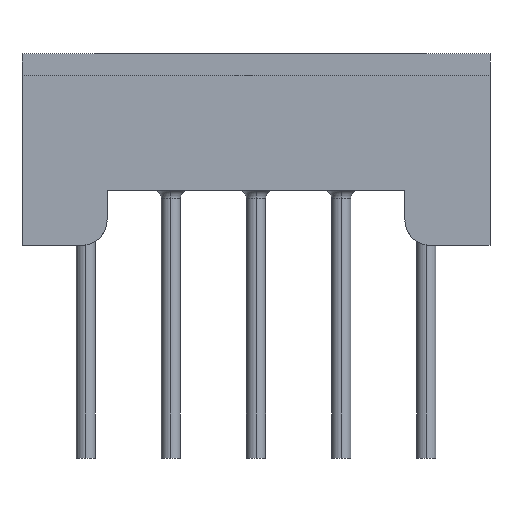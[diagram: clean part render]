
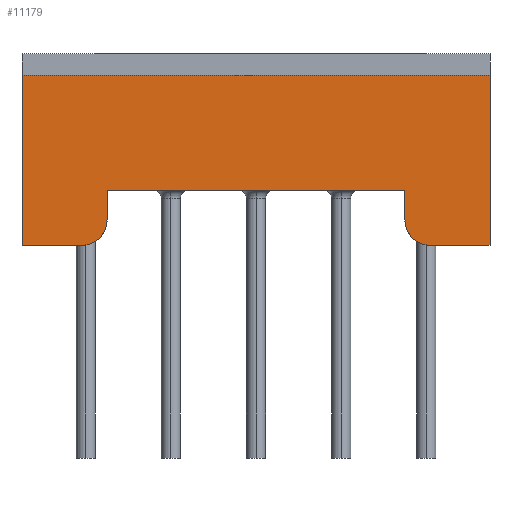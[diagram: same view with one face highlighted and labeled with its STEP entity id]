
A CAD part, left-side view. The second image highlights one B-rep face of the part: STEP entity #11179.
In plain terms, the highlighted planar face has unit normal (-1, 0, 0).
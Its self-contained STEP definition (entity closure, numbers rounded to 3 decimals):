
#156 = VERTEX_POINT ( 'NONE', #1595 ) ;
#351 = CARTESIAN_POINT ( 'NONE',  ( -3.5, 5.5, 0. ) ) ;
#592 = VERTEX_POINT ( 'NONE', #11634 ) ;
#667 = CARTESIAN_POINT ( 'NONE',  ( -3.5, 4.1, -3.4 ) ) ;
#736 = LINE ( 'NONE', #11573, #9401 ) ;
#756 = VECTOR ( 'NONE', #1470, 1000. ) ;
#760 = AXIS2_PLACEMENT_3D ( 'NONE', #667, #13026, #8189 ) ;
#1470 = DIRECTION ( 'NONE',  ( 0., -1., 0. ) ) ;
#1595 = CARTESIAN_POINT ( 'NONE',  ( -3.5, 3.5, -3.4 ) ) ;
#1813 = ORIENTED_EDGE ( 'NONE', *, *, #16877, .T. ) ;
#1881 = CARTESIAN_POINT ( 'NONE',  ( -3.5, -5.5, -4. ) ) ;
#2116 = VERTEX_POINT ( 'NONE', #19787 ) ;
#2188 = VECTOR ( 'NONE', #12000, 1000. ) ;
#2780 = LINE ( 'NONE', #6129, #756 ) ;
#2787 = CARTESIAN_POINT ( 'NONE',  ( -3.5, 5.5, -21.538 ) ) ;
#3441 = ORIENTED_EDGE ( 'NONE', *, *, #16917, .F. ) ;
#3481 = LINE ( 'NONE', #9675, #13420 ) ;
#3522 = CARTESIAN_POINT ( 'NONE',  ( -3.5, 4.1, -4. ) ) ;
#3523 = VERTEX_POINT ( 'NONE', #12810 ) ;
#3611 = EDGE_CURVE ( 'NONE', #3523, #6681, #19598, .T. ) ;
#3632 = EDGE_CURVE ( 'NONE', #2116, #592, #10423, .T. ) ;
#3739 = VECTOR ( 'NONE', #9558, 1000. ) ;
#4650 = CIRCLE ( 'NONE', #760, 0.6 ) ;
#4902 = ORIENTED_EDGE ( 'NONE', *, *, #5178, .T. ) ;
#5117 = EDGE_CURVE ( 'NONE', #592, #11087, #6356, .T. ) ;
#5178 = EDGE_CURVE ( 'NONE', #12138, #14288, #18709, .T. ) ;
#5683 = CARTESIAN_POINT ( 'NONE',  ( -3.5, -5.5, -4. ) ) ;
#5929 = LINE ( 'NONE', #10684, #18373 ) ;
#6129 = CARTESIAN_POINT ( 'NONE',  ( -3.5, -3.5, -2.7 ) ) ;
#6208 = EDGE_CURVE ( 'NONE', #10622, #2116, #2780, .T. ) ;
#6356 = CIRCLE ( 'NONE', #14443, 0.6 ) ;
#6430 = CARTESIAN_POINT ( 'NONE',  ( -3.5, -5.5, 0. ) ) ;
#6681 = VERTEX_POINT ( 'NONE', #3522 ) ;
#6689 = CARTESIAN_POINT ( 'NONE',  ( -3.5, 3.5, -2.7 ) ) ;
#7370 = LINE ( 'NONE', #2787, #2188 ) ;
#7821 = EDGE_CURVE ( 'NONE', #11087, #17006, #3481, .T. ) ;
#8189 = DIRECTION ( 'NONE',  ( 0., 1., 0. ) ) ;
#8606 = FACE_OUTER_BOUND ( 'NONE', #16933, .T. ) ;
#9298 = ORIENTED_EDGE ( 'NONE', *, *, #3611, .T. ) ;
#9401 = VECTOR ( 'NONE', #17791, 1000. ) ;
#9558 = DIRECTION ( 'NONE',  ( 0., 1., 0. ) ) ;
#9675 = CARTESIAN_POINT ( 'NONE',  ( -3.5, -5.5, -4. ) ) ;
#9932 = EDGE_CURVE ( 'NONE', #6681, #156, #4650, .T. ) ;
#9998 = VECTOR ( 'NONE', #12268, 1000. ) ;
#10423 = LINE ( 'NONE', #12049, #12604 ) ;
#10448 = DIRECTION ( 'NONE',  ( -1., 0., 0. ) ) ;
#10622 = VERTEX_POINT ( 'NONE', #6689 ) ;
#10684 = CARTESIAN_POINT ( 'NONE',  ( -3.5, 3.5, -2.7 ) ) ;
#10696 = ORIENTED_EDGE ( 'NONE', *, *, #7821, .T. ) ;
#11087 = VERTEX_POINT ( 'NONE', #12961 ) ;
#11179 = ADVANCED_FACE ( 'NONE', ( #8606 ), #13357, .F. ) ;
#11573 = CARTESIAN_POINT ( 'NONE',  ( -3.5, -5.5, -21.538 ) ) ;
#11634 = CARTESIAN_POINT ( 'NONE',  ( -3.5, -3.5, -3.4 ) ) ;
#11925 = DIRECTION ( 'NONE',  ( 0., 1., 0. ) ) ;
#12000 = DIRECTION ( 'NONE',  ( 0., 0., 1. ) ) ;
#12049 = CARTESIAN_POINT ( 'NONE',  ( -3.5, -3.5, -4. ) ) ;
#12138 = VERTEX_POINT ( 'NONE', #19751 ) ;
#12268 = DIRECTION ( 'NONE',  ( 0., -1., 0. ) ) ;
#12275 = ORIENTED_EDGE ( 'NONE', *, *, #19609, .T. ) ;
#12317 = DIRECTION ( 'NONE',  ( 0., 0., 1. ) ) ;
#12338 = DIRECTION ( 'NONE',  ( 1., 0., 0. ) ) ;
#12604 = VECTOR ( 'NONE', #16835, 1000. ) ;
#12810 = CARTESIAN_POINT ( 'NONE',  ( -3.5, 5.5, -4. ) ) ;
#12961 = CARTESIAN_POINT ( 'NONE',  ( -3.5, -4.1, -4. ) ) ;
#13026 = DIRECTION ( 'NONE',  ( -1., 0., 0. ) ) ;
#13316 = CARTESIAN_POINT ( 'NONE',  ( -3.5, -4.1, -3.4 ) ) ;
#13357 = PLANE ( 'NONE',  #14342 ) ;
#13420 = VECTOR ( 'NONE', #17477, 1000. ) ;
#13703 = ORIENTED_EDGE ( 'NONE', *, *, #9932, .T. ) ;
#13756 = ORIENTED_EDGE ( 'NONE', *, *, #5117, .T. ) ;
#14288 = VERTEX_POINT ( 'NONE', #351 ) ;
#14342 = AXIS2_PLACEMENT_3D ( 'NONE', #17743, #12338, #11925 ) ;
#14443 = AXIS2_PLACEMENT_3D ( 'NONE', #13316, #10448, #19528 ) ;
#14523 = ORIENTED_EDGE ( 'NONE', *, *, #3632, .T. ) ;
#15681 = ORIENTED_EDGE ( 'NONE', *, *, #6208, .T. ) ;
#16835 = DIRECTION ( 'NONE',  ( 0., 0., -1. ) ) ;
#16877 = EDGE_CURVE ( 'NONE', #156, #10622, #5929, .T. ) ;
#16917 = EDGE_CURVE ( 'NONE', #3523, #14288, #7370, .T. ) ;
#16933 = EDGE_LOOP ( 'NONE', ( #14523, #13756, #10696, #12275, #4902, #3441, #9298, #13703, #1813, #15681 ) ) ;
#17006 = VERTEX_POINT ( 'NONE', #1881 ) ;
#17477 = DIRECTION ( 'NONE',  ( 0., -1., 0. ) ) ;
#17743 = CARTESIAN_POINT ( 'NONE',  ( -3.5, -5.5, -21.538 ) ) ;
#17791 = DIRECTION ( 'NONE',  ( 0., 0., 1. ) ) ;
#18373 = VECTOR ( 'NONE', #12317, 1000. ) ;
#18709 = LINE ( 'NONE', #6430, #3739 ) ;
#19528 = DIRECTION ( 'NONE',  ( 0., 1., 0. ) ) ;
#19598 = LINE ( 'NONE', #5683, #9998 ) ;
#19609 = EDGE_CURVE ( 'NONE', #17006, #12138, #736, .T. ) ;
#19751 = CARTESIAN_POINT ( 'NONE',  ( -3.5, -5.5, 0. ) ) ;
#19787 = CARTESIAN_POINT ( 'NONE',  ( -3.5, -3.5, -2.7 ) ) ;
